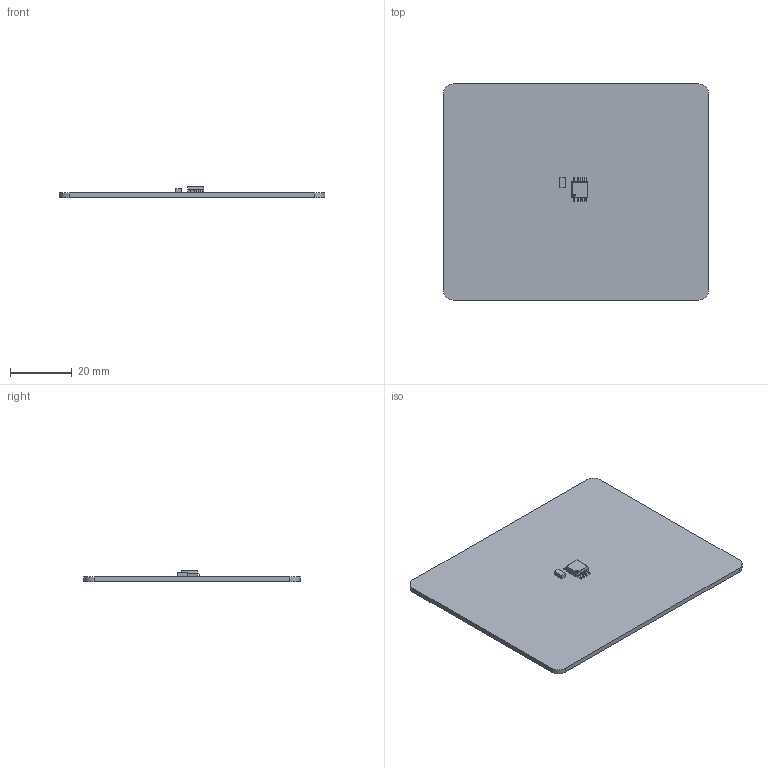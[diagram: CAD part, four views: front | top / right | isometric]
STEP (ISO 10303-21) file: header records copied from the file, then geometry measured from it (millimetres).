
FILE_DESCRIPTION(('Open CASCADE Model'),'2;1');
FILE_NAME('Open CASCADE Shape Model','2022-08-28T16:48:18',('Author'),( 'Open CASCADE'),'Open CASCADE STEP processor 6.8','Open CASCADE 6.8' ,'Unknown');
FILE_SCHEMA(('AUTOMOTIVE_DESIGN { 1 0 10303 214 1 1 1 1 }'));
Length unit declared in the file: millimetre
Products named in the file (1): PCB
Bounding box: 86.11 x 70.1 x 3.72 mm (x, y, z)
Volume: 9462.2 mm3; surface area: 12669.3 mm2
Topology: 11 solids, 11 shells, 144 faces, 347 edges, 226 vertices
Faces by surface type: plane 107, cylinder 37
Full cylindrical faces by diameter (mm): 0.66 x1
Entity records: 4221 total; most frequent: CARTESIAN_POINT 718, DIRECTION 703, ORIENTED_EDGE 694, EDGE_CURVE 347, LINE 281, VECTOR 281, VERTEX_POINT 226, AXIS2_PLACEMENT_3D 211
